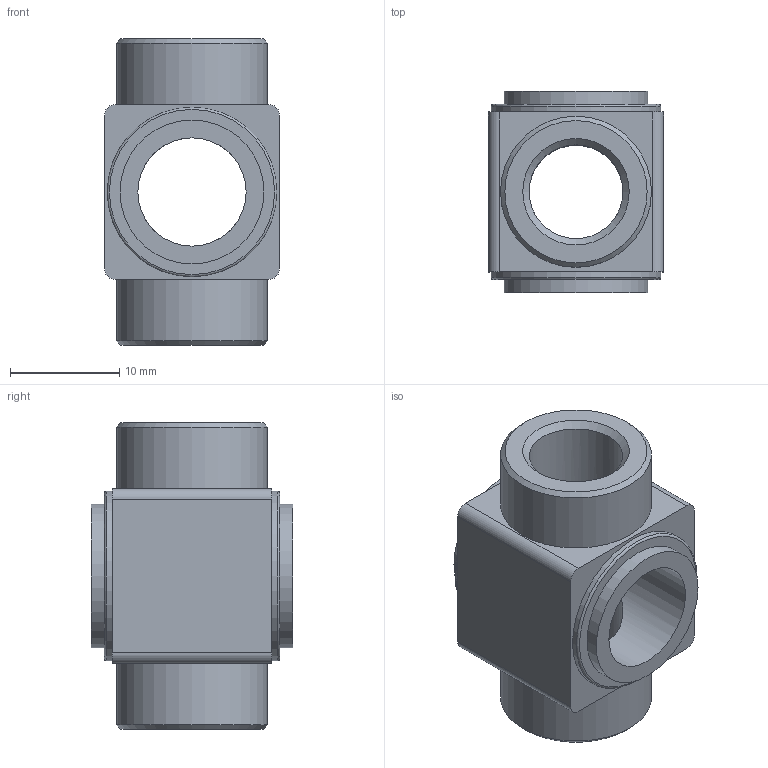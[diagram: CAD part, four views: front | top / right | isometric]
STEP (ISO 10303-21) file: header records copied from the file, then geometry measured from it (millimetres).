
FILE_DESCRIPTION(/* description */ ('STEP AP214'),/* implementation_level */ '2;1');
FILE_NAME(/* name */ '9182_TK-1_8',/* time_stamp */ '2024-09-15T15:38:13+02:00',/* author */ ('License CC BY-ND 4.0'),/* organization */ ('CADENAS'),/* preprocessor_version */ 'ST-DEVELOPER v19.3',/* originating_system */ 'PARTsolutions',/* authorisation */ ' ');
FILE_SCHEMA (('AUTOMOTIVE_DESIGN {1 0 10303 214 3 1 1}'));
Length unit declared in the file: millimetre
Products named in the file (1): 9182 TK-1/8
Bounding box: 16 x 18.4 x 28 mm (x, y, z)
Volume: 3573.2 mm3; surface area: 2780.2 mm2
Topology: 1 solids, 1 shells, 31 faces, 69 edges, 45 vertices
Faces by surface type: cylinder 13, plane 12, cone 4, torus 2
Full cylindrical faces by diameter (mm): 8.566 x2, 9.9 x1, 13.15 x2, 13.8 x2, 15.5 x2
Entity records: 826 total; most frequent: CARTESIAN_POINT 164, DIRECTION 140, ORIENTED_EDGE 96, AXIS2_PLACEMENT_3D 62, EDGE_LOOP 58, FACE_BOUND 58, EDGE_CURVE 48, VERTEX_POINT 40
